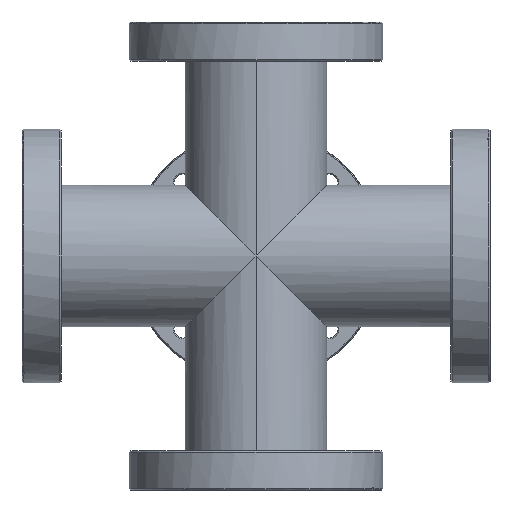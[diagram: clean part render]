
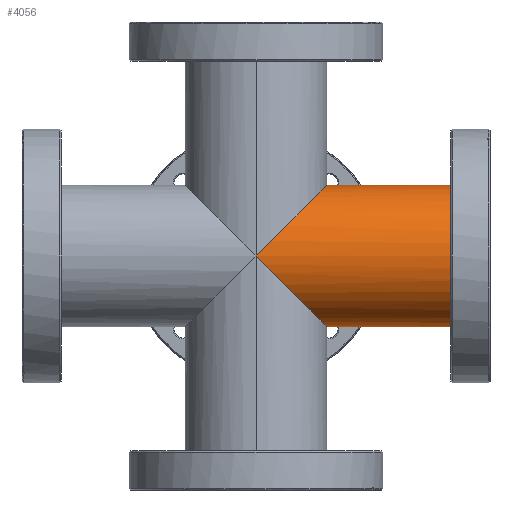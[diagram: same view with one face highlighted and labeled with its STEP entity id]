
A CAD part, left-side view. The second image highlights one B-rep face of the part: STEP entity #4056.
In plain terms, the highlighted cylindrical face has radius 31.75 mm (diameter 63.5 mm), a partial arc.
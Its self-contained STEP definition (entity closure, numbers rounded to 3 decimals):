
#12 = EDGE_CURVE ( 'NONE', #4127, #4113, #4016, .T. ) ;
#22 = EDGE_CURVE ( 'NONE', #4081, #4127, #4021, .T. ) ;
#23 = EDGE_CURVE ( 'NONE', #4081, #4084, #3028, .T. ) ;
#27 = EDGE_CURVE ( 'NONE', #4084, #4091, #3031, .T. ) ;
#532 = EDGE_CURVE ( 'NONE', #4113, #4091, #1237, .T. ) ;
#1084 = CARTESIAN_POINT ( 'NONE',  ( 0., 95.3, 31.75 ) ) ;
#1086 = DIRECTION ( 'NONE',  ( 0., -1., 0. ) ) ;
#1237 = LINE ( 'NONE', #1084, #1238 ) ;
#1238 = VECTOR ( 'NONE', #1086, 1000. ) ;
#1637 = AXIS2_PLACEMENT_3D ( 'NONE', #2742, #2743, #2741 ) ;
#1987 = CARTESIAN_POINT ( 'NONE',  ( 0., -31.75, -31.75 ) ) ;
#1991 = CARTESIAN_POINT ( 'NONE',  ( -18.599, -31.75, -31.75 ) ) ;
#2000 = DIRECTION ( 'NONE',  ( 0., 1., 0. ) ) ;
#2003 = CARTESIAN_POINT ( 'NONE',  ( 0., -95.3, 0. ) ) ;
#2004 = DIRECTION ( 'NONE',  ( 0., 0., 1. ) ) ;
#2022 = DIRECTION ( 'NONE',  ( 0., -1., 0. ) ) ;
#2024 = CARTESIAN_POINT ( 'NONE',  ( 0., 95.3, -31.75 ) ) ;
#2025 = CARTESIAN_POINT ( 'NONE',  ( -31.75, 0., 0. ) ) ;
#2026 = CARTESIAN_POINT ( 'NONE',  ( -31.75, -18.599, -18.599 ) ) ;
#2051 = EDGE_LOOP ( 'NONE', ( #3988, #4000, #3966, #3987, #3960 ) ) ;
#2741 = DIRECTION ( 'NONE',  ( 0., 0., -1. ) ) ;
#2742 = CARTESIAN_POINT ( 'NONE',  ( 0., 95.3, 0. ) ) ;
#2743 = DIRECTION ( 'NONE',  ( 0., -1., 0. ) ) ;
#2822 = CARTESIAN_POINT ( 'NONE',  ( 0., -95.3, 31.75 ) ) ;
#2824 = CARTESIAN_POINT ( 'NONE',  ( 0., -31.75, -31.75 ) ) ;
#2826 = CARTESIAN_POINT ( 'NONE',  ( 0., -95.3, -31.75 ) ) ;
#2850 = CARTESIAN_POINT ( 'NONE',  ( 0., -31.75, 31.75 ) ) ;
#2851 = CARTESIAN_POINT ( 'NONE',  ( -31.75, 0., 0. ) ) ;
#3028 = LINE ( 'NONE', #2024, #3029 ) ;
#3029 = VECTOR ( 'NONE', #2022, 1000. ) ;
#3031 = CIRCLE ( 'NONE', #3311, 31.75 ) ;
#3311 = AXIS2_PLACEMENT_3D ( 'NONE', #2003, #2000, #2004 ) ;
#3761 = FACE_OUTER_BOUND ( 'NONE', #2051, .T. ) ;
#3766 = CYLINDRICAL_SURFACE ( 'NONE', #1637, 31.75 ) ;
#3835 = CARTESIAN_POINT ( 'NONE',  ( -18.599, -31.75, 31.75 ) ) ;
#3841 = CARTESIAN_POINT ( 'NONE',  ( -31.75, -18.599, 18.599 ) ) ;
#3866 = CARTESIAN_POINT ( 'NONE',  ( -31.75, 0., 0. ) ) ;
#3867 = CARTESIAN_POINT ( 'NONE',  ( 0., -31.75, 31.75 ) ) ;
#3960 = ORIENTED_EDGE ( 'NONE', *, *, #27, .T. ) ;
#3966 = ORIENTED_EDGE ( 'NONE', *, *, #22, .F. ) ;
#3987 = ORIENTED_EDGE ( 'NONE', *, *, #23, .T. ) ;
#3988 = ORIENTED_EDGE ( 'NONE', *, *, #532, .F. ) ;
#4000 = ORIENTED_EDGE ( 'NONE', *, *, #12, .F. ) ;
#4016 =( BOUNDED_CURVE ( )  B_SPLINE_CURVE ( 3, ( #3866, #3841, #3835, #3867 ),
 .UNSPECIFIED., .F., .F. ) 
 B_SPLINE_CURVE_WITH_KNOTS ( ( 4, 4 ),
 ( 4.712, 6.283 ),
 .UNSPECIFIED. ) 
 CURVE ( )  GEOMETRIC_REPRESENTATION_ITEM ( )  RATIONAL_B_SPLINE_CURVE ( ( 1., 0.805, 0.805, 1. ) ) 
 REPRESENTATION_ITEM ( '' )  );
#4021 =( BOUNDED_CURVE ( )  B_SPLINE_CURVE ( 3, ( #1987, #1991, #2026, #2025 ),
 .UNSPECIFIED., .F., .F. ) 
 B_SPLINE_CURVE_WITH_KNOTS ( ( 4, 4 ),
 ( 0., 1.571 ),
 .UNSPECIFIED. ) 
 CURVE ( )  GEOMETRIC_REPRESENTATION_ITEM ( )  RATIONAL_B_SPLINE_CURVE ( ( 1., 0.805, 0.805, 1. ) ) 
 REPRESENTATION_ITEM ( '' )  );
#4056 = ADVANCED_FACE ( 'NONE', ( #3761 ), #3766, .T. ) ;
#4081 = VERTEX_POINT ( 'NONE', #2824 ) ;
#4084 = VERTEX_POINT ( 'NONE', #2826 ) ;
#4091 = VERTEX_POINT ( 'NONE', #2822 ) ;
#4113 = VERTEX_POINT ( 'NONE', #2850 ) ;
#4127 = VERTEX_POINT ( 'NONE', #2851 ) ;
